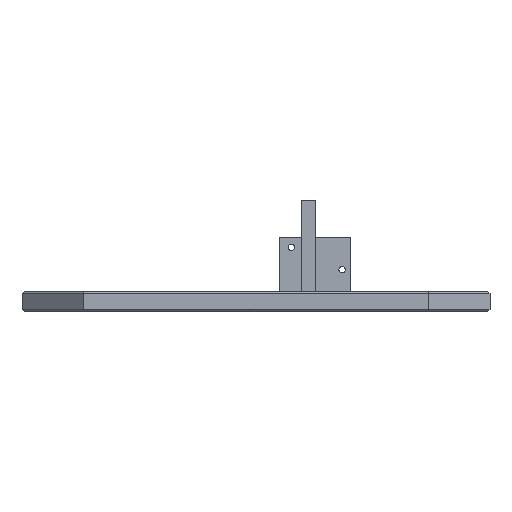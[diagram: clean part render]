
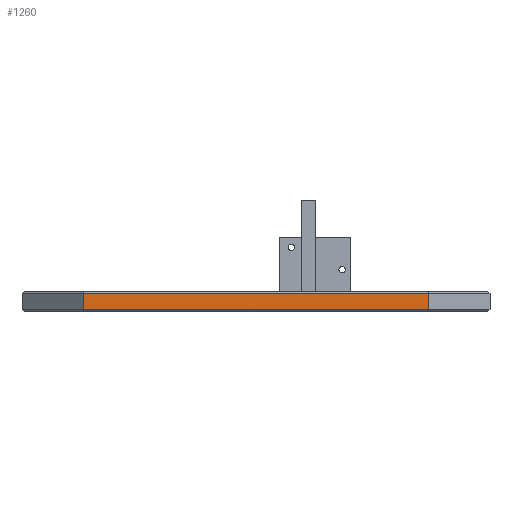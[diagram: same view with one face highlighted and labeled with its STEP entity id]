
A CAD part, front view. The second image highlights one B-rep face of the part: STEP entity #1260.
In plain terms, the highlighted planar face has unit normal (0, -1, 0).
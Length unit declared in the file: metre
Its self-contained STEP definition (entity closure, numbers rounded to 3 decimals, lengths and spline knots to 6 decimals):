
#78=LINE('',#2055,#158);
#79=LINE('',#2058,#159);
#80=LINE('',#2060,#160);
#81=LINE('',#2062,#161);
#158=VECTOR('',#1663,1.);
#159=VECTOR('',#1664,1.);
#160=VECTOR('',#1665,1.);
#161=VECTOR('',#1666,1.);
#308=ORIENTED_EDGE('',*,*,#610,.T.);
#309=ORIENTED_EDGE('',*,*,#611,.T.);
#310=ORIENTED_EDGE('',*,*,#612,.T.);
#311=ORIENTED_EDGE('',*,*,#613,.T.);
#610=EDGE_CURVE('',#760,#761,#78,.T.);
#611=EDGE_CURVE('',#761,#762,#79,.T.);
#612=EDGE_CURVE('',#762,#763,#80,.T.);
#613=EDGE_CURVE('',#763,#760,#81,.T.);
#760=VERTEX_POINT('',#2056);
#761=VERTEX_POINT('',#2057);
#762=VERTEX_POINT('',#2059);
#763=VERTEX_POINT('',#2061);
#930=EDGE_LOOP('',(#308,#309,#310,#311));
#1112=FACE_BOUND('',#930,.T.);
#1224=PLANE('',#1413);
#1260=ADVANCED_FACE('',(#1112),#1224,.T.);
#1413=AXIS2_PLACEMENT_3D('',#2054,#1661,#1662);
#1661=DIRECTION('',(0.,-1.,0.));
#1662=DIRECTION('',(1.,0.,0.));
#1663=DIRECTION('',(0.,0.,1.));
#1664=DIRECTION('',(-1.,0.,0.));
#1665=DIRECTION('',(0.,0.,-1.));
#1666=DIRECTION('',(1.,0.,0.));
#2054=CARTESIAN_POINT('',(0.,-0.115,0.01));
#2055=CARTESIAN_POINT('',(0.085,-0.115,0.01));
#2056=CARTESIAN_POINT('',(0.085,-0.115,0.001));
#2057=CARTESIAN_POINT('',(0.085,-0.115,0.009));
#2058=CARTESIAN_POINT('',(0.,-0.115,0.009));
#2059=CARTESIAN_POINT('',(-0.085,-0.115,0.009));
#2060=CARTESIAN_POINT('',(-0.085,-0.115,0.01));
#2061=CARTESIAN_POINT('',(-0.085,-0.115,0.001));
#2062=CARTESIAN_POINT('',(0.085,-0.115,0.001));
